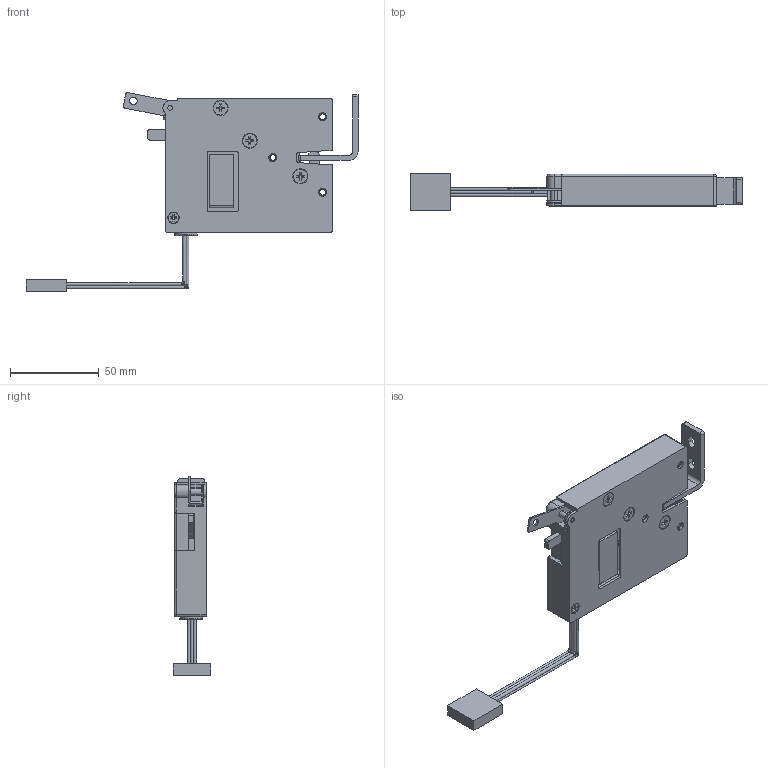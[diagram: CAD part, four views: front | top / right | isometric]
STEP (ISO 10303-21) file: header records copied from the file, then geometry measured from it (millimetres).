
FILE_DESCRIPTION( (''), '2;1');
FILE_NAME ('PC020.10904.LD_0055_21982.stp','2023-05-25T12:50:16',(''),(''),'spGate 18.9.1 (****-****-****-****)','','');
FILE_SCHEMA (('AUTOMOTIVE_DESIGN'));
Length unit declared in the file: millimetre
Products named in the file (7): Assembly; body; hook; lever; lock cam; keeper; connector
Assembly tree (6 placements, depth 2):
  Assembly
    body
    hook
    lever
    lock cam
    keeper
    connector
Bounding box: 187.2 x 21 x 112.21 mm (x, y, z)
Volume: 51379.7 mm3; surface area: 51772.8 mm2
Topology: 6 solids, 11 shells, 688 faces, 1866 edges, 1200 vertices
Faces by surface type: plane 383, cylinder 241, bspline 55, sphere 9
Entity records: 36848 total; most frequent: CARTESIAN_POINT 4678, ORIENTED_EDGE 3708, DIRECTION 3596, COLOUR_RGB 2548, PRESENTATION_STYLE_ASSIGNMENT 2548, STYLED_ITEM 2548, EDGE_CURVE 1854, DRAUGHTING_PRE_DEFINED_CURVE_FONT 1854
